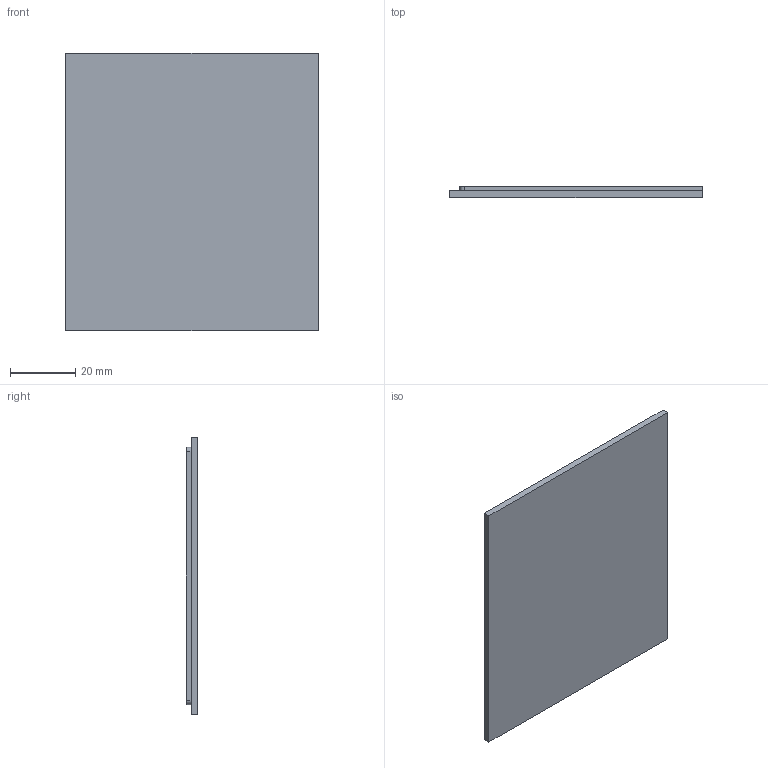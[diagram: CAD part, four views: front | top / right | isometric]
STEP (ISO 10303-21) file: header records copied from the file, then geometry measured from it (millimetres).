
FILE_DESCRIPTION((''),'2;1');
FILE_NAME('COPERCHIO2','2023-03-18T14:26:58',('alexb'),(''),'CREO PARAMETRIC BY PTC INC, 2022164','CREO PARAMETRIC BY PTC INC, 2022164','');
FILE_SCHEMA(('CONFIG_CONTROL_DESIGN'));
Length unit declared in the file: millimetre
Products named in the file (1): COPERCHIO2
Bounding box: 77.53 x 3.5 x 85 mm (x, y, z)
Volume: 13850.1 mm3; surface area: 14505.7 mm2
Topology: 1 solids, 1 shells, 16 faces, 42 edges, 28 vertices
Faces by surface type: plane 14, cylinder 2
Entity records: 528 total; most frequent: CARTESIAN_POINT 86, ORIENTED_EDGE 84, DIRECTION 78, EDGE_CURVE 42, VECTOR 38, LINE 38, VERTEX_POINT 28, AXIS2_PLACEMENT_3D 20
